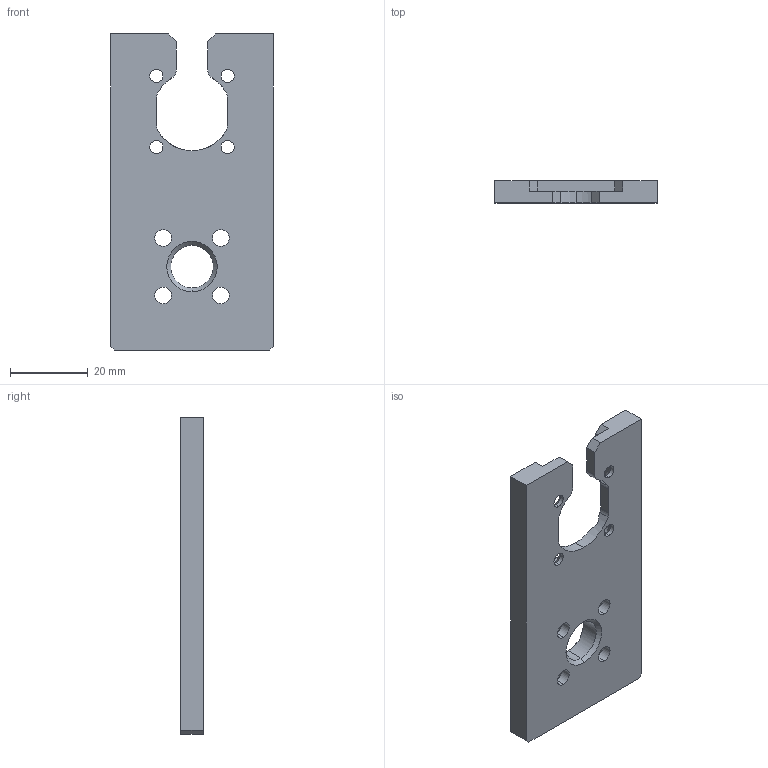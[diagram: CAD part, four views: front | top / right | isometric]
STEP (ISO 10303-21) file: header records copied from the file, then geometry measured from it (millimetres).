
FILE_DESCRIPTION (( 'STEP AP203' ), '1' );
FILE_NAME ('GUS-P1307_FIXATION MOTEUR_21122020.STEP', '2020-12-21T15:37:00', ( '' ), ( '' ), 'SwSTEP 2.0', 'SolidWorks 2020', '' );
FILE_SCHEMA (( 'CONFIG_CONTROL_DESIGN' ));
Length unit declared in the file: millimetre
Products named in the file (1): GUS-P1307_FIXATION MOTEUR_21122020
Bounding box: 42 x 5.7 x 81.5 mm (x, y, z)
Volume: 14546.9 mm3; surface area: 7989.1 mm2
Topology: 1 solids, 1 shells, 75 faces, 225 edges, 144 vertices
Faces by surface type: cylinder 32, plane 25, cone 18
Entity records: 2738 total; most frequent: CARTESIAN_POINT 533, DIRECTION 467, ORIENTED_EDGE 450, EDGE_CURVE 225, AXIS2_PLACEMENT_3D 174, VERTEX_POINT 144, LINE 119, VECTOR 119
